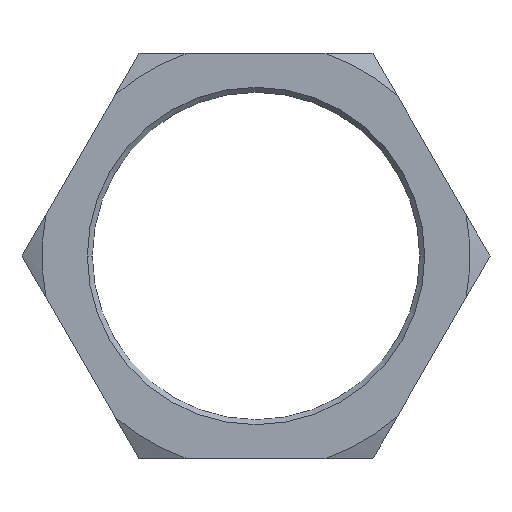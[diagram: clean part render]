
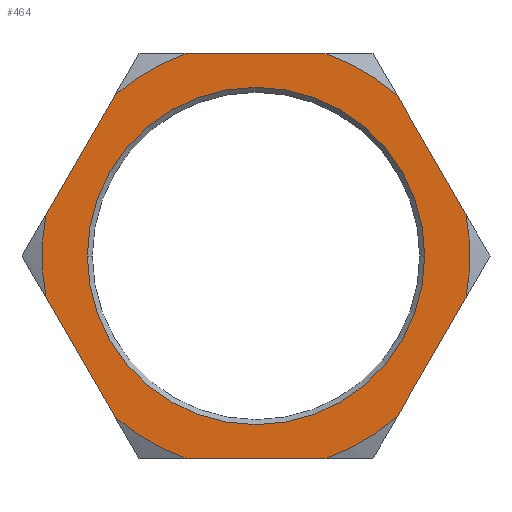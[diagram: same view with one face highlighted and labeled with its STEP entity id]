
A CAD part, front view. The second image highlights one B-rep face of the part: STEP entity #464.
In plain terms, the highlighted planar face has unit normal (0, -1, 0).
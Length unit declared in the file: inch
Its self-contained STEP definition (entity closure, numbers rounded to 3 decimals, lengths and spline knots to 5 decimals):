
#1=DIRECTION('',(1.,0.,0.));
#2=VECTOR('',#1,0.5529);
#3=CARTESIAN_POINT('',(-0.27645,-0.125,0.8125));
#4=LINE('',#3,#2);
#5=CARTESIAN_POINT('',(0.,-0.125,0.));
#6=DIRECTION('',(0.,1.,0.));
#7=DIRECTION('',(0.322,0.,0.947));
#8=AXIS2_PLACEMENT_3D('',#5,#6,#7);
#10=DIRECTION('',(0.5,0.,-0.866));
#11=VECTOR('',#10,0.55339);
#12=CARTESIAN_POINT('',(0.56522,-0.125,0.64583));
#13=LINE('',#12,#11);
#14=CARTESIAN_POINT('',(0.,-0.125,0.));
#15=DIRECTION('',(0.,1.,0.));
#16=DIRECTION('',(0.981,0.,0.194));
#17=AXIS2_PLACEMENT_3D('',#14,#15,#16);
#19=DIRECTION('',(-0.5,0.,-0.866));
#20=VECTOR('',#19,0.55339);
#21=CARTESIAN_POINT('',(0.84192,-0.125,-0.16658));
#22=LINE('',#21,#20);
#23=DIRECTION('',(-1.,0.,0.));
#24=VECTOR('',#23,0.5529);
#25=CARTESIAN_POINT('',(0.27645,-0.125,-0.8125));
#26=LINE('',#25,#24);
#27=CARTESIAN_POINT('',(0.,-0.125,0.));
#28=DIRECTION('',(0.,1.,0.));
#29=DIRECTION('',(-0.322,0.,-0.947));
#30=AXIS2_PLACEMENT_3D('',#27,#28,#29);
#32=DIRECTION('',(-0.5,0.,0.866));
#33=VECTOR('',#32,0.5524);
#34=CARTESIAN_POINT('',(-0.56562,-0.125,-0.64549));
#35=LINE('',#34,#33);
#36=CARTESIAN_POINT('',(0.,-0.125,0.));
#37=DIRECTION('',(0.,1.,0.));
#38=DIRECTION('',(-0.981,0.,-0.195));
#39=AXIS2_PLACEMENT_3D('',#36,#37,#38);
#41=DIRECTION('',(0.5,0.,0.866));
#42=VECTOR('',#41,0.5524);
#43=CARTESIAN_POINT('',(-0.84182,-0.125,0.16709));
#44=LINE('',#43,#42);
#45=CARTESIAN_POINT('',(0.,-0.125,0.));
#46=DIRECTION('',(0.,1.,0.));
#47=DIRECTION('',(-1.,0.,0.));
#48=AXIS2_PLACEMENT_3D('',#45,#46,#47);
#50=CARTESIAN_POINT('',(0.,-0.125,0.));
#51=DIRECTION('',(0.,1.,0.));
#52=DIRECTION('',(1.,0.,0.));
#53=AXIS2_PLACEMENT_3D('',#50,#51,#52);
#55=CARTESIAN_POINT('',(0.,-0.125,0.));
#56=DIRECTION('',(0.,-1.,0.));
#57=DIRECTION('',(-0.322,0.,0.947));
#58=AXIS2_PLACEMENT_3D('',#55,#56,#57);
#60=CARTESIAN_POINT('',(0.,-0.125,0.));
#61=DIRECTION('',(0.,-1.,0.));
#62=DIRECTION('',(0.322,0.,-0.947));
#63=AXIS2_PLACEMENT_3D('',#60,#61,#62);
#70=CARTESIAN_POINT('',(-0.84182,-0.125,0.16709));
#90=CARTESIAN_POINT('',(-0.56562,-0.125,0.64549));
#102=CARTESIAN_POINT('',(-0.56562,-0.125,-0.64549));
#134=CARTESIAN_POINT('',(0.27645,-0.125,-0.8125));
#166=CARTESIAN_POINT('',(0.84192,-0.125,-0.16658));
#198=CARTESIAN_POINT('',(0.56522,-0.125,0.64583));
#230=CARTESIAN_POINT('',(-0.27645,-0.125,0.8125));
#366=VERTEX_POINT('',#102);
#370=VERTEX_POINT('',#70);
#374=VERTEX_POINT('',#230);
#378=VERTEX_POINT('',#198);
#382=VERTEX_POINT('',#166);
#386=VERTEX_POINT('',#134);
#389=CARTESIAN_POINT('',(0.56522,-0.125,-0.64583));
#390=VERTEX_POINT('',#389);
#391=CARTESIAN_POINT('',(-0.27645,-0.125,-0.8125));
#392=VERTEX_POINT('',#391);
#404=CARTESIAN_POINT('',(0.27645,-0.125,0.8125));
#405=VERTEX_POINT('',#404);
#406=CARTESIAN_POINT('',(0.84192,-0.125,0.16658));
#407=VERTEX_POINT('',#406);
#408=CARTESIAN_POINT('',(-0.84182,-0.125,-0.16709));
#409=VERTEX_POINT('',#408);
#410=VERTEX_POINT('',#90);
#419=CARTESIAN_POINT('',(-0.67625,-0.125,0.));
#420=CARTESIAN_POINT('',(0.67625,-0.125,0.));
#421=VERTEX_POINT('',#419);
#422=VERTEX_POINT('',#420);
#427=CARTESIAN_POINT('',(0.,-0.125,0.));
#428=DIRECTION('',(0.,1.,0.));
#429=DIRECTION('',(1.,0.,0.));
#430=AXIS2_PLACEMENT_3D('',#427,#428,#429);
#431=PLANE('',#430);
#433=ORIENTED_EDGE('',*,*,#432,.F.);
#435=ORIENTED_EDGE('',*,*,#434,.T.);
#437=ORIENTED_EDGE('',*,*,#436,.T.);
#439=ORIENTED_EDGE('',*,*,#438,.T.);
#441=ORIENTED_EDGE('',*,*,#440,.T.);
#443=ORIENTED_EDGE('',*,*,#442,.T.);
#445=ORIENTED_EDGE('',*,*,#444,.F.);
#447=ORIENTED_EDGE('',*,*,#446,.T.);
#449=ORIENTED_EDGE('',*,*,#448,.T.);
#451=ORIENTED_EDGE('',*,*,#450,.T.);
#453=ORIENTED_EDGE('',*,*,#452,.T.);
#455=ORIENTED_EDGE('',*,*,#454,.T.);
#456=EDGE_LOOP('',(#433,#435,#437,#439,#441,#443,#445,#447,#449,#451,#453,
#455));
#457=FACE_OUTER_BOUND('',#456,.F.);
#459=ORIENTED_EDGE('',*,*,#458,.F.);
#461=ORIENTED_EDGE('',*,*,#460,.F.);
#462=EDGE_LOOP('',(#459,#461));
#463=FACE_BOUND('',#462,.F.);
#464=ADVANCED_FACE('',(#457,#463),#431,.F.);
#9=CIRCLE('',#8,0.85824);
#18=CIRCLE('',#17,0.85824);
#31=CIRCLE('',#30,0.85824);
#40=CIRCLE('',#39,0.85824);
#49=CIRCLE('',#48,0.67625);
#54=CIRCLE('',#53,0.67625);
#59=CIRCLE('',#58,0.85824);
#64=CIRCLE('',#63,0.85824);
#432=EDGE_CURVE('',#374,#410,#59,.T.);
#434=EDGE_CURVE('',#374,#405,#4,.T.);
#436=EDGE_CURVE('',#405,#378,#9,.T.);
#438=EDGE_CURVE('',#378,#407,#13,.T.);
#440=EDGE_CURVE('',#407,#382,#18,.T.);
#442=EDGE_CURVE('',#382,#390,#22,.T.);
#444=EDGE_CURVE('',#386,#390,#64,.T.);
#446=EDGE_CURVE('',#386,#392,#26,.T.);
#448=EDGE_CURVE('',#392,#366,#31,.T.);
#450=EDGE_CURVE('',#366,#409,#35,.T.);
#452=EDGE_CURVE('',#409,#370,#40,.T.);
#454=EDGE_CURVE('',#370,#410,#44,.T.);
#458=EDGE_CURVE('',#421,#422,#49,.T.);
#460=EDGE_CURVE('',#422,#421,#54,.T.);
